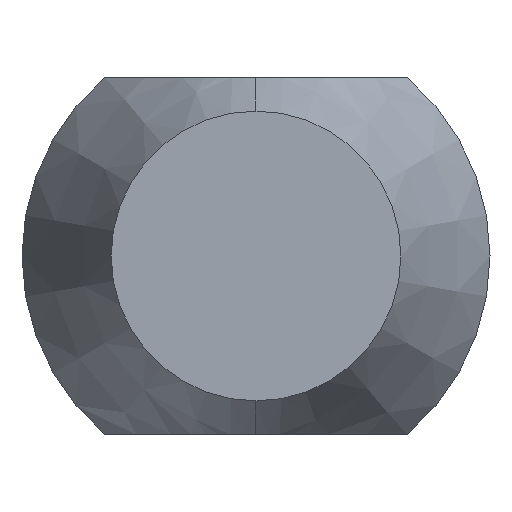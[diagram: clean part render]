
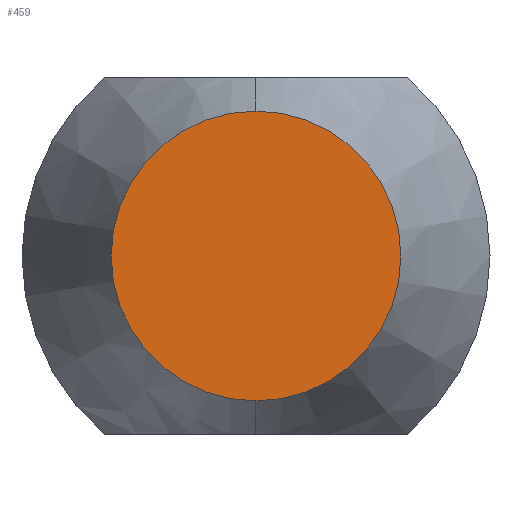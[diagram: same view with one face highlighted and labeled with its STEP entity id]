
A CAD part, left-side view. The second image highlights one B-rep face of the part: STEP entity #459.
In plain terms, the highlighted planar face has unit normal (-1, 0, 0).
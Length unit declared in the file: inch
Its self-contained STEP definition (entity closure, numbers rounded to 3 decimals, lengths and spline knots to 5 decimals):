
#49 = CARTESIAN_POINT ( 'NONE',  ( -0.13, 0., 0. ) ) ;
#54 = PLANE ( 'NONE',  #488 ) ;
#94 = CARTESIAN_POINT ( 'NONE',  ( -0.13, 0., 0. ) ) ;
#104 = ORIENTED_EDGE ( 'NONE', *, *, #434, .F. ) ;
#132 = DIRECTION ( 'NONE',  ( 1., 0., 0. ) ) ;
#144 = CARTESIAN_POINT ( 'NONE',  ( -0.13, 0., -0.0325 ) ) ;
#149 = AXIS2_PLACEMENT_3D ( 'NONE', #233, #158, #301 ) ;
#158 = DIRECTION ( 'NONE',  ( 1., 0., 0. ) ) ;
#168 = EDGE_CURVE ( 'NONE', #471, #199, #335, .T. ) ;
#199 = VERTEX_POINT ( 'NONE', #144 ) ;
#214 = DIRECTION ( 'NONE',  ( 0., 0., -1. ) ) ;
#233 = CARTESIAN_POINT ( 'NONE',  ( -0.13, 0., 0. ) ) ;
#269 = AXIS2_PLACEMENT_3D ( 'NONE', #94, #132, #214 ) ;
#301 = DIRECTION ( 'NONE',  ( 0., 0., -1. ) ) ;
#310 = CARTESIAN_POINT ( 'NONE',  ( -0.13, 0., 0.0325 ) ) ;
#335 = CIRCLE ( 'NONE', #269, 0.0325 ) ;
#341 = ORIENTED_EDGE ( 'NONE', *, *, #168, .F. ) ;
#361 = CIRCLE ( 'NONE', #149, 0.0325 ) ;
#388 = FACE_OUTER_BOUND ( 'NONE', #433, .T. ) ;
#392 = DIRECTION ( 'NONE',  ( 0., 0., 1. ) ) ;
#395 = DIRECTION ( 'NONE',  ( -1., 0., 0. ) ) ;
#433 = EDGE_LOOP ( 'NONE', ( #104, #341 ) ) ;
#434 = EDGE_CURVE ( 'NONE', #199, #471, #361, .T. ) ;
#459 = ADVANCED_FACE ( 'NONE', ( #388 ), #54, .T. ) ;
#471 = VERTEX_POINT ( 'NONE', #310 ) ;
#488 = AXIS2_PLACEMENT_3D ( 'NONE', #49, #395, #392 ) ;
